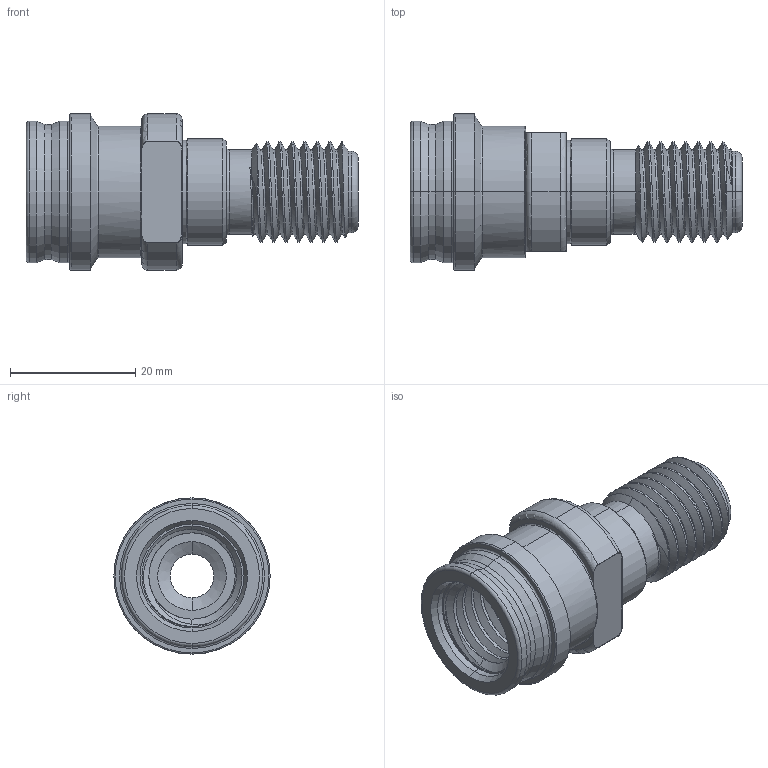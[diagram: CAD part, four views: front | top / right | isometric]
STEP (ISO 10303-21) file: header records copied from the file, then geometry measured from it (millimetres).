
FILE_DESCRIPTION (( 'STEP AP203' ), '1' );
FILE_NAME ('401.20.16.STEP', '2020-04-02T01:22:29', ( 'User' ), ( 'China' ), 'SwSTEP 2.0', 'SolidWorks 2016', '' );
FILE_SCHEMA (( 'CONFIG_CONTROL_DESIGN' ));
Length unit declared in the file: millimetre
Products named in the file (1): 401.20.16
Bounding box: 53.1 x 25 x 25 mm (x, y, z)
Volume: 10139.6 mm3; surface area: 6655.1 mm2
Topology: 1 solids, 1 shells, 141 faces, 342 edges, 208 vertices
Faces by surface type: cylinder 63, cone 26, torus 25, plane 17, bspline 10
Entity records: 8601 total; most frequent: CARTESIAN_POINT 5462, ORIENTED_EDGE 684, DIRECTION 622, EDGE_CURVE 342, AXIS2_PLACEMENT_3D 261, VERTEX_POINT 208, EDGE_LOOP 148, ADVANCED_FACE 141
